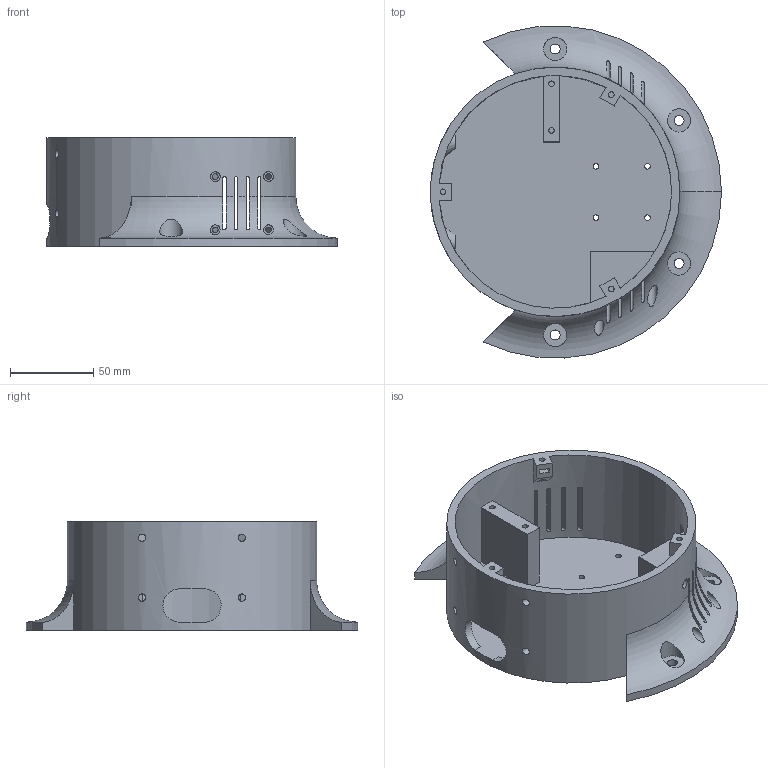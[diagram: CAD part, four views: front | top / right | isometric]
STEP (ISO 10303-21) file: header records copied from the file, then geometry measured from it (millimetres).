
FILE_DESCRIPTION(('FreeCAD Model'),'2;1');
FILE_NAME('Open CASCADE Shape Model','2023-01-11T20:08:46',('Author'),( ''),'Open CASCADE STEP processor 7.6','FreeCAD','Unknown');
FILE_SCHEMA(('AUTOMOTIVE_DESIGN { 1 0 10303 214 1 1 1 1 }'));
Length unit declared in the file: millimetre
Products named in the file (1): Pocket015
Bounding box: 174.96 x 199.66 x 65.5 mm (x, y, z)
Volume: 342141.7 mm3; surface area: 125341.3 mm2
Topology: 1 solids, 1 shells, 156 faces, 430 edges, 291 vertices
Faces by surface type: plane 91, cylinder 59, cone 4, torus 2
Full cylindrical faces by diameter (mm): 3.4 x18, 4.4 x4, 5.9 x8, 6 x4, 14 x4, 140 x1, 150 x1
Entity records: 20144 total; most frequent: CARTESIAN_POINT 11684, DIRECTION 1457, ORIENTED_EDGE 860, PCURVE 860, DEFINITIONAL_REPRESENTATION 860, LINE 838, VECTOR 838, EDGE_CURVE 430
